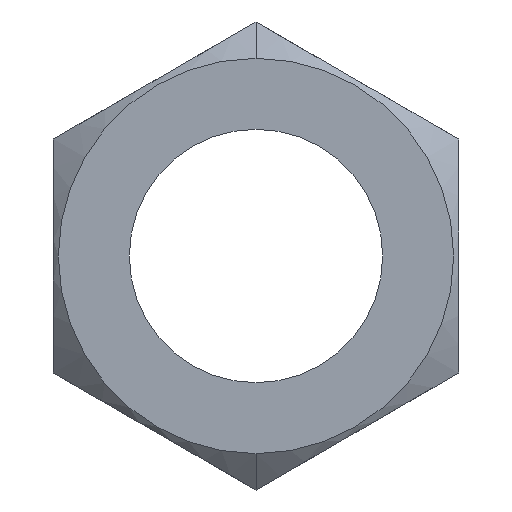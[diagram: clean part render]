
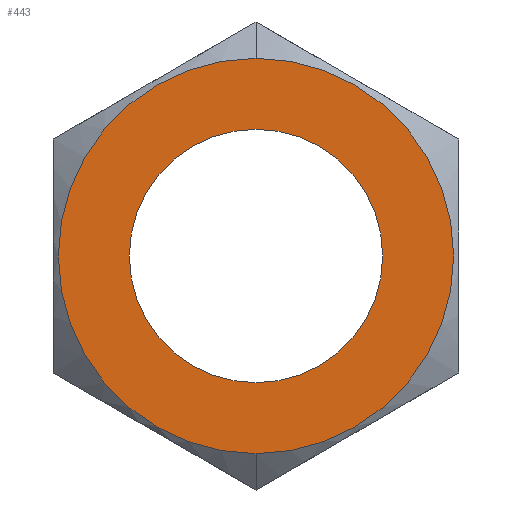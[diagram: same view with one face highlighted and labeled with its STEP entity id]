
A CAD part, front view. The second image highlights one B-rep face of the part: STEP entity #443.
In plain terms, the highlighted planar face has unit normal (0, -1, 0).
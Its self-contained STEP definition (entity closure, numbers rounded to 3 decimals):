
#9 = VERTEX_POINT ( 'NONE', #424 ) ;
#26 = FACE_OUTER_BOUND ( 'NONE', #461, .T. ) ;
#29 = CARTESIAN_POINT ( 'NONE',  ( 0., 0., 0. ) ) ;
#32 = VERTEX_POINT ( 'NONE', #253 ) ;
#38 = DIRECTION ( 'NONE',  ( 0., 0., -1. ) ) ;
#55 = AXIS2_PLACEMENT_3D ( 'NONE', #148, #494, #71 ) ;
#71 = DIRECTION ( 'NONE',  ( 0., 0., -1. ) ) ;
#86 = ORIENTED_EDGE ( 'NONE', *, *, #506, .T. ) ;
#91 = EDGE_CURVE ( 'NONE', #162, #334, #393, .T. ) ;
#96 = CARTESIAN_POINT ( 'NONE',  ( 0., 0., 0. ) ) ;
#108 = AXIS2_PLACEMENT_3D ( 'NONE', #96, #311, #366 ) ;
#119 = CIRCLE ( 'NONE', #436, 15.603 ) ;
#135 = CARTESIAN_POINT ( 'NONE',  ( 0., 0., 10. ) ) ;
#148 = CARTESIAN_POINT ( 'NONE',  ( 0., 0., 0. ) ) ;
#154 = FACE_BOUND ( 'NONE', #172, .T. ) ;
#162 = VERTEX_POINT ( 'NONE', #239 ) ;
#172 = EDGE_LOOP ( 'NONE', ( #255, #497 ) ) ;
#191 = DIRECTION ( 'NONE',  ( 0., -1., 0. ) ) ;
#195 = CARTESIAN_POINT ( 'NONE',  ( 0., 0., 0. ) ) ;
#197 = ORIENTED_EDGE ( 'NONE', *, *, #503, .T. ) ;
#235 = PLANE ( 'NONE',  #459 ) ;
#239 = CARTESIAN_POINT ( 'NONE',  ( 0., 0., -10. ) ) ;
#242 = DIRECTION ( 'NONE',  ( 0., 0., 1. ) ) ;
#253 = CARTESIAN_POINT ( 'NONE',  ( 0., 0., -15.603 ) ) ;
#255 = ORIENTED_EDGE ( 'NONE', *, *, #91, .T. ) ;
#292 = CIRCLE ( 'NONE', #55, 15.603 ) ;
#311 = DIRECTION ( 'NONE',  ( 0., 1., 0. ) ) ;
#324 = DIRECTION ( 'NONE',  ( 0., 1., 0. ) ) ;
#334 = VERTEX_POINT ( 'NONE', #135 ) ;
#366 = DIRECTION ( 'NONE',  ( 0., 0., 1. ) ) ;
#368 = AXIS2_PLACEMENT_3D ( 'NONE', #195, #446, #242 ) ;
#393 = CIRCLE ( 'NONE', #108, 10. ) ;
#407 = EDGE_CURVE ( 'NONE', #334, #162, #482, .T. ) ;
#424 = CARTESIAN_POINT ( 'NONE',  ( 0., 0., 15.603 ) ) ;
#436 = AXIS2_PLACEMENT_3D ( 'NONE', #491, #191, #38 ) ;
#443 = ADVANCED_FACE ( 'NONE', ( #154, #26 ), #235, .F. ) ;
#446 = DIRECTION ( 'NONE',  ( 0., 1., 0. ) ) ;
#457 = DIRECTION ( 'NONE',  ( 0., 0., 1. ) ) ;
#459 = AXIS2_PLACEMENT_3D ( 'NONE', #29, #324, #457 ) ;
#461 = EDGE_LOOP ( 'NONE', ( #86, #197 ) ) ;
#482 = CIRCLE ( 'NONE', #368, 10. ) ;
#491 = CARTESIAN_POINT ( 'NONE',  ( 0., 0., 0. ) ) ;
#494 = DIRECTION ( 'NONE',  ( 0., -1., 0. ) ) ;
#497 = ORIENTED_EDGE ( 'NONE', *, *, #407, .T. ) ;
#503 = EDGE_CURVE ( 'NONE', #32, #9, #292, .T. ) ;
#506 = EDGE_CURVE ( 'NONE', #9, #32, #119, .T. ) ;
